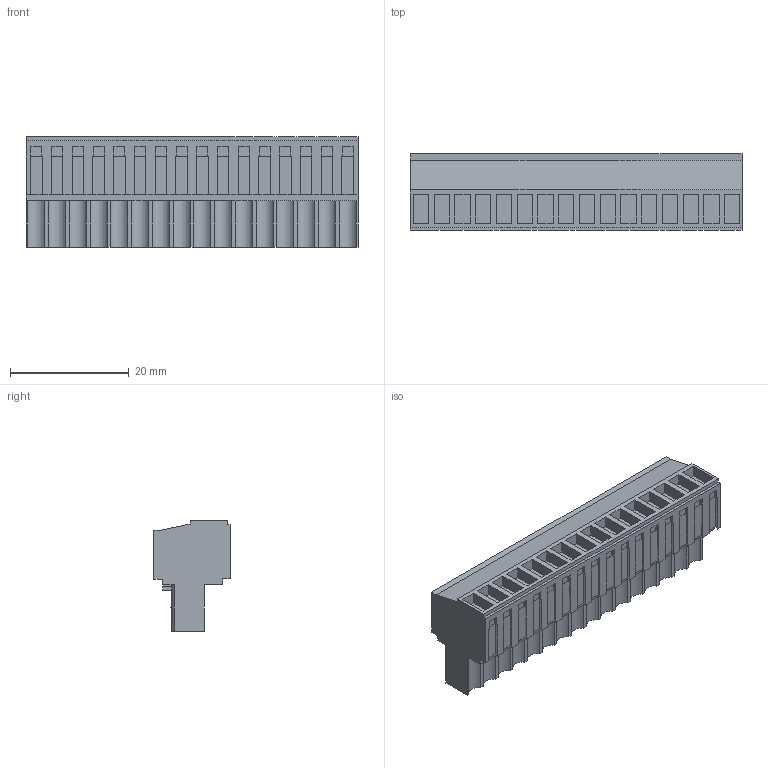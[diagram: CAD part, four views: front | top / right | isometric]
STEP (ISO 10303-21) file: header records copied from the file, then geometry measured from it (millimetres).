
FILE_DESCRIPTION(('CATIA V5 STEP Exchange','CAx-IF Rec.Pracs.--- Model Styling and Organization---1.2---2011-12-15'),'2;1');
FILE_NAME ('D1453074_0_1597500000_1597500000.stp','2017-04-25T09:44:18+00:00',('none'),('Weidmueller'),'CATIA Version 5-6 Release 2014','CATIA V5 STEP AP214','none');
FILE_SCHEMA(('AUTOMOTIVE_DESIGN { 1 0 10303 214 1 1 1 1 }'));
Length unit declared in the file: millimetre
Products named in the file (1): 1597500000
Bounding box: 56 x 12.9 x 18.7 mm (x, y, z)
Volume: 8273.8 mm3; surface area: 6339.2 mm2
Topology: 17 solids, 17 shells, 947 faces, 2667 edges, 1818 vertices
Faces by surface type: plane 851, cylinder 96
Entity records: 27679 total; most frequent: ORIENTED_EDGE 5334, CARTESIAN_POINT 4950, DIRECTION 3595, EDGE_CURVE 2667, VECTOR 2315, LINE 2315, VERTEX_POINT 1818, EDGE_LOOP 1011
